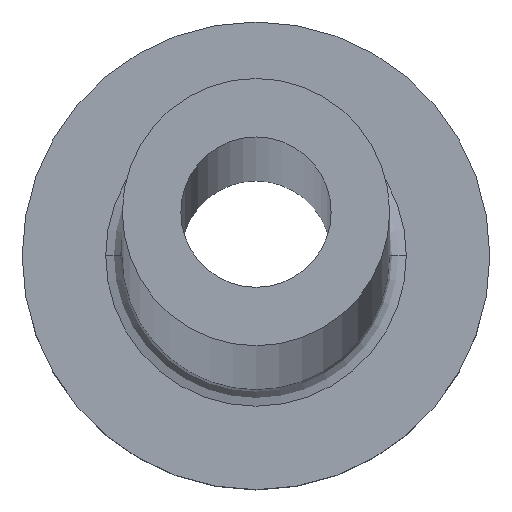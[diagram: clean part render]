
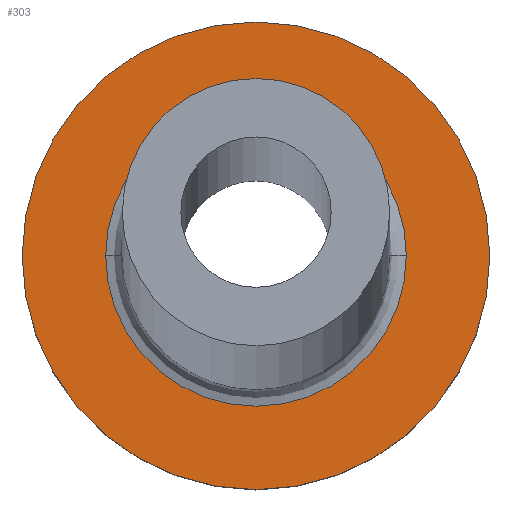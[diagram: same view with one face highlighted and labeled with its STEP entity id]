
A CAD part, top view. The second image highlights one B-rep face of the part: STEP entity #303.
In plain terms, the highlighted planar face has unit normal (0, 0, 1).
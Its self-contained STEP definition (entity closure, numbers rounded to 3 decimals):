
#1 = DIRECTION ( 'NONE',  ( 0., 0., 1. ) ) ;
#7 = CARTESIAN_POINT ( 'NONE',  ( 0., 0., 5. ) ) ;
#8 = CIRCLE ( 'NONE', #57, 7. ) ;
#13 = CARTESIAN_POINT ( 'NONE',  ( 7., 0., 5. ) ) ;
#22 = DIRECTION ( 'NONE',  ( 1., 0., 0. ) ) ;
#26 = CIRCLE ( 'NONE', #181, 7. ) ;
#30 = VERTEX_POINT ( 'NONE', #13 ) ;
#31 = AXIS2_PLACEMENT_3D ( 'NONE', #7, #1, #235 ) ;
#49 = DIRECTION ( 'NONE',  ( 0., 0., 1. ) ) ;
#57 = AXIS2_PLACEMENT_3D ( 'NONE', #347, #141, #82 ) ;
#59 = EDGE_LOOP ( 'NONE', ( #92, #333 ) ) ;
#82 = DIRECTION ( 'NONE',  ( 1., 0., 0. ) ) ;
#85 = AXIS2_PLACEMENT_3D ( 'NONE', #113, #374, #22 ) ;
#88 = EDGE_LOOP ( 'NONE', ( #187, #329 ) ) ;
#92 = ORIENTED_EDGE ( 'NONE', *, *, #193, .T. ) ;
#93 = AXIS2_PLACEMENT_3D ( 'NONE', #262, #258, #371 ) ;
#113 = CARTESIAN_POINT ( 'NONE',  ( 0., 0., 5. ) ) ;
#118 = EDGE_CURVE ( 'NONE', #239, #331, #179, .T. ) ;
#141 = DIRECTION ( 'NONE',  ( 0., 0., 1. ) ) ;
#176 = CARTESIAN_POINT ( 'NONE',  ( 4.5, 0., 5. ) ) ;
#179 = CIRCLE ( 'NONE', #93, 4.5 ) ;
#181 = AXIS2_PLACEMENT_3D ( 'NONE', #201, #49, #229 ) ;
#187 = ORIENTED_EDGE ( 'NONE', *, *, #188, .T. ) ;
#188 = EDGE_CURVE ( 'NONE', #307, #30, #8, .T. ) ;
#193 = EDGE_CURVE ( 'NONE', #331, #239, #352, .T. ) ;
#200 = CARTESIAN_POINT ( 'NONE',  ( -4.5, 0., 5. ) ) ;
#201 = CARTESIAN_POINT ( 'NONE',  ( 0., 0., 5. ) ) ;
#220 = EDGE_CURVE ( 'NONE', #30, #307, #26, .T. ) ;
#229 = DIRECTION ( 'NONE',  ( 1., 0., 0. ) ) ;
#235 = DIRECTION ( 'NONE',  ( 1., 0., 0. ) ) ;
#239 = VERTEX_POINT ( 'NONE', #200 ) ;
#258 = DIRECTION ( 'NONE',  ( 0., 0., -1. ) ) ;
#262 = CARTESIAN_POINT ( 'NONE',  ( 0., 0., 5. ) ) ;
#265 = PLANE ( 'NONE',  #31 ) ;
#294 = FACE_OUTER_BOUND ( 'NONE', #88, .T. ) ;
#303 = ADVANCED_FACE ( 'NONE', ( #334, #294 ), #265, .T. ) ;
#307 = VERTEX_POINT ( 'NONE', #332 ) ;
#329 = ORIENTED_EDGE ( 'NONE', *, *, #220, .T. ) ;
#331 = VERTEX_POINT ( 'NONE', #176 ) ;
#332 = CARTESIAN_POINT ( 'NONE',  ( -7., 0., 5. ) ) ;
#333 = ORIENTED_EDGE ( 'NONE', *, *, #118, .T. ) ;
#334 = FACE_BOUND ( 'NONE', #59, .T. ) ;
#347 = CARTESIAN_POINT ( 'NONE',  ( 0., 0., 5. ) ) ;
#352 = CIRCLE ( 'NONE', #85, 4.5 ) ;
#371 = DIRECTION ( 'NONE',  ( 1., 0., 0. ) ) ;
#374 = DIRECTION ( 'NONE',  ( 0., 0., -1. ) ) ;
